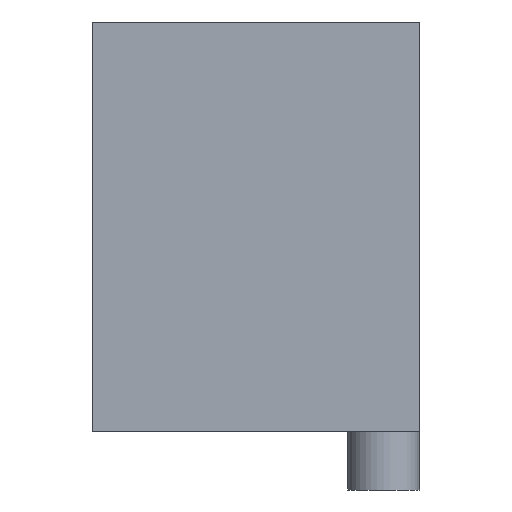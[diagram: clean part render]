
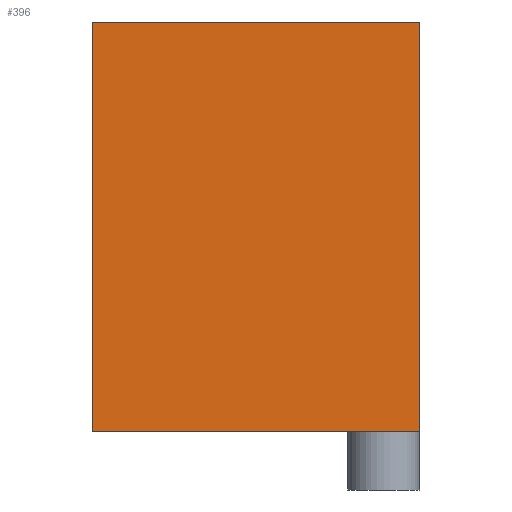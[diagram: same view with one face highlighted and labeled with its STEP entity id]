
A CAD part, left-side view. The second image highlights one B-rep face of the part: STEP entity #396.
In plain terms, the highlighted planar face has unit normal (-1, 0, 0).
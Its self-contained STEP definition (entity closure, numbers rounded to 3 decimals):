
#40 = VERTEX_POINT('',#41);
#41 = CARTESIAN_POINT('',(-9.,14.3,12.5));
#47 = EDGE_CURVE('',#48,#40,#50,.T.);
#48 = VERTEX_POINT('',#49);
#49 = CARTESIAN_POINT('',(-9.,14.3,0.));
#50 = LINE('',#51,#52);
#51 = CARTESIAN_POINT('',(-9.,14.3,0.));
#52 = VECTOR('',#53,1.);
#53 = DIRECTION('',(0.,0.,1.));
#305 = VERTEX_POINT('',#306);
#306 = CARTESIAN_POINT('',(-9.,24.3,0.));
#312 = EDGE_CURVE('',#313,#305,#315,.T.);
#313 = VERTEX_POINT('',#314);
#314 = CARTESIAN_POINT('',(-9.,15.4,0.));
#315 = LINE('',#316,#317);
#316 = CARTESIAN_POINT('',(-9.,14.3,0.));
#317 = VECTOR('',#318,1.);
#318 = DIRECTION('',(0.,1.,0.));
#386 = EDGE_CURVE('',#48,#313,#387,.T.);
#387 = LINE('',#388,#389);
#388 = CARTESIAN_POINT('',(-9.,14.3,0.));
#389 = VECTOR('',#390,1.);
#390 = DIRECTION('',(0.,1.,0.));
#396 = ADVANCED_FACE('',(#397),#416,.T.);
#397 = FACE_BOUND('',#398,.T.);
#398 = EDGE_LOOP('',(#399,#400,#408,#414,#415));
#399 = ORIENTED_EDGE('',*,*,#47,.T.);
#400 = ORIENTED_EDGE('',*,*,#401,.T.);
#401 = EDGE_CURVE('',#40,#402,#404,.T.);
#402 = VERTEX_POINT('',#403);
#403 = CARTESIAN_POINT('',(-9.,24.3,12.5));
#404 = LINE('',#405,#406);
#405 = CARTESIAN_POINT('',(-9.,14.3,12.5));
#406 = VECTOR('',#407,1.);
#407 = DIRECTION('',(0.,1.,0.));
#408 = ORIENTED_EDGE('',*,*,#409,.F.);
#409 = EDGE_CURVE('',#305,#402,#410,.T.);
#410 = LINE('',#411,#412);
#411 = CARTESIAN_POINT('',(-9.,24.3,0.));
#412 = VECTOR('',#413,1.);
#413 = DIRECTION('',(0.,0.,1.));
#414 = ORIENTED_EDGE('',*,*,#312,.F.);
#415 = ORIENTED_EDGE('',*,*,#386,.F.);
#416 = PLANE('',#417);
#417 = AXIS2_PLACEMENT_3D('',#418,#419,#420);
#418 = CARTESIAN_POINT('',(-9.,14.3,0.));
#419 = DIRECTION('',(-1.,0.,0.));
#420 = DIRECTION('',(0.,1.,0.));
